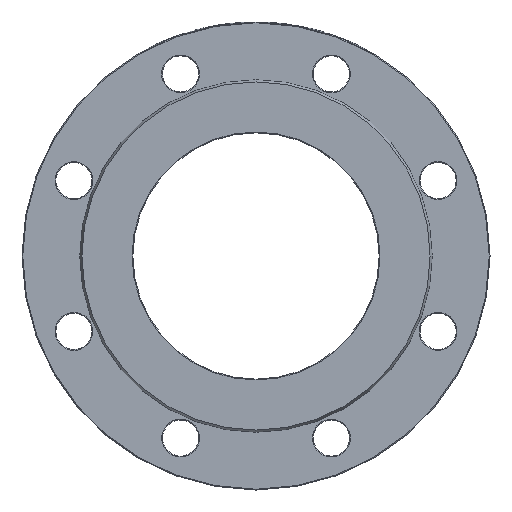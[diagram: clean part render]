
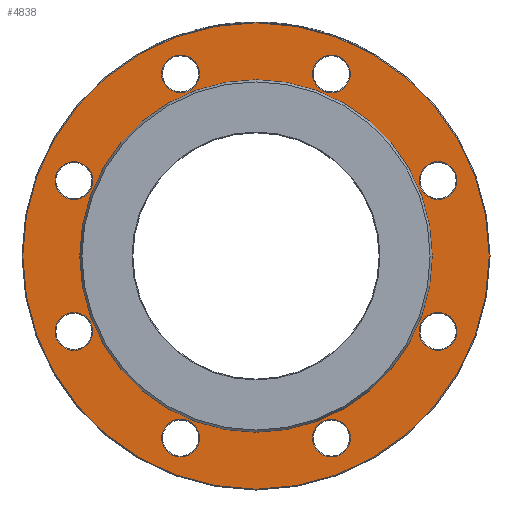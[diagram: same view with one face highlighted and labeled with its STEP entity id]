
A CAD part, left-side view. The second image highlights one B-rep face of the part: STEP entity #4838.
In plain terms, the highlighted planar face has unit normal (-1, 0, 0).
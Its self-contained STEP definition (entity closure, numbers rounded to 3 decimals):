
#47 = EDGE_LOOP ( 'NONE', ( #7333 ) ) ;
#73 = DIRECTION ( 'NONE',  ( 0., 0., -1. ) ) ;
#175 = CARTESIAN_POINT ( 'NONE',  ( 3., 45.922, 110.866 ) ) ;
#280 = CARTESIAN_POINT ( 'NONE',  ( 3., 0., -142. ) ) ;
#283 = DIRECTION ( 'NONE',  ( 0., 0., 1. ) ) ;
#377 = AXIS2_PLACEMENT_3D ( 'NONE', #1317, #6548, #5855 ) ;
#406 = CARTESIAN_POINT ( 'NONE',  ( 3., -37.79, 118.997 ) ) ;
#601 = EDGE_LOOP ( 'NONE', ( #6534 ) ) ;
#710 = DIRECTION ( 'NONE',  ( 0., -1., 0. ) ) ;
#722 = CARTESIAN_POINT ( 'NONE',  ( 3., -45.922, 110.866 ) ) ;
#756 = AXIS2_PLACEMENT_3D ( 'NONE', #6507, #2598, #6418 ) ;
#802 = CARTESIAN_POINT ( 'NONE',  ( 3., 57.422, 110.866 ) ) ;
#947 = EDGE_CURVE ( 'NONE', #5426, #5426, #2936, .T. ) ;
#1132 = VERTEX_POINT ( 'NONE', #406 ) ;
#1303 = CARTESIAN_POINT ( 'NONE',  ( 3., -45.922, -110.866 ) ) ;
#1305 = AXIS2_PLACEMENT_3D ( 'NONE', #6965, #3776, #3734 ) ;
#1317 = CARTESIAN_POINT ( 'NONE',  ( 3., 45.922, -110.866 ) ) ;
#1318 = EDGE_CURVE ( 'NONE', #1611, #1611, #7416, .T. ) ;
#1447 = CIRCLE ( 'NONE', #7283, 142. ) ;
#1450 = CARTESIAN_POINT ( 'NONE',  ( 3., -57.422, -110.866 ) ) ;
#1506 = EDGE_CURVE ( 'NONE', #2088, #2088, #6861, .T. ) ;
#1535 = EDGE_CURVE ( 'NONE', #3438, #3438, #6465, .T. ) ;
#1611 = VERTEX_POINT ( 'NONE', #1450 ) ;
#1708 = AXIS2_PLACEMENT_3D ( 'NONE', #1303, #3261, #710 ) ;
#1844 = EDGE_CURVE ( 'NONE', #7990, #7990, #3746, .T. ) ;
#2001 = PLANE ( 'NONE',  #7234 ) ;
#2006 = DIRECTION ( 'NONE',  ( 0., 0.707, 0.707 ) ) ;
#2088 = VERTEX_POINT ( 'NONE', #7392 ) ;
#2089 = FACE_BOUND ( 'NONE', #2106, .T. ) ;
#2106 = EDGE_LOOP ( 'NONE', ( #5283 ) ) ;
#2132 = FACE_BOUND ( 'NONE', #601, .T. ) ;
#2424 = DIRECTION ( 'NONE',  ( -1., 0., 0. ) ) ;
#2598 = DIRECTION ( 'NONE',  ( 1., 0., 0. ) ) ;
#2723 = CARTESIAN_POINT ( 'NONE',  ( 3., 118.997, 37.79 ) ) ;
#2724 = DIRECTION ( 'NONE',  ( 1., 0., 0. ) ) ;
#2765 = CARTESIAN_POINT ( 'NONE',  ( 3., 0., 107.336 ) ) ;
#2779 = DIRECTION ( 'NONE',  ( 1., 0., 0. ) ) ;
#2859 = DIRECTION ( 'NONE',  ( 0., 1., 0. ) ) ;
#2870 = EDGE_LOOP ( 'NONE', ( #6800 ) ) ;
#2930 = CARTESIAN_POINT ( 'NONE',  ( 3., -110.866, 45.922 ) ) ;
#2936 = CIRCLE ( 'NONE', #756, 11.5 ) ;
#3140 = EDGE_CURVE ( 'NONE', #7948, #7948, #1447, .T. ) ;
#3199 = ORIENTED_EDGE ( 'NONE', *, *, #1844, .T. ) ;
#3261 = DIRECTION ( 'NONE',  ( 1., 0., 0. ) ) ;
#3271 = FACE_BOUND ( 'NONE', #4645, .T. ) ;
#3319 = FACE_BOUND ( 'NONE', #2870, .T. ) ;
#3325 = DIRECTION ( 'NONE',  ( 1., 0., 0. ) ) ;
#3428 = AXIS2_PLACEMENT_3D ( 'NONE', #722, #3325, #2006 ) ;
#3438 = VERTEX_POINT ( 'NONE', #2765 ) ;
#3734 = DIRECTION ( 'NONE',  ( 0., 0., -1. ) ) ;
#3746 = CIRCLE ( 'NONE', #4564, 11.5 ) ;
#3757 = EDGE_CURVE ( 'NONE', #8069, #8069, #4452, .T. ) ;
#3776 = DIRECTION ( 'NONE',  ( 1., 0., 0. ) ) ;
#3852 = CIRCLE ( 'NONE', #5058, 11.5 ) ;
#3894 = DIRECTION ( 'NONE',  ( 0., -0.707, 0.707 ) ) ;
#3994 = CARTESIAN_POINT ( 'NONE',  ( 3., 107.336, 0. ) ) ;
#4117 = DIRECTION ( 'NONE',  ( -1., 0., 0. ) ) ;
#4236 = CARTESIAN_POINT ( 'NONE',  ( 3., -110.866, 57.422 ) ) ;
#4371 = CIRCLE ( 'NONE', #3428, 11.5 ) ;
#4403 = VERTEX_POINT ( 'NONE', #4236 ) ;
#4434 = EDGE_LOOP ( 'NONE', ( #3199 ) ) ;
#4452 = CIRCLE ( 'NONE', #377, 11.5 ) ;
#4501 = EDGE_CURVE ( 'NONE', #1132, #1132, #4371, .T. ) ;
#4542 = FACE_BOUND ( 'NONE', #47, .T. ) ;
#4564 = AXIS2_PLACEMENT_3D ( 'NONE', #175, #2779, #2859 ) ;
#4645 = EDGE_LOOP ( 'NONE', ( #8048 ) ) ;
#4838 = ADVANCED_FACE ( 'NONE', ( #3319, #7184, #5348, #2089, #5264, #2132, #3271, #6459, #7823, #4542 ), #2001, .F. ) ;
#4963 = AXIS2_PLACEMENT_3D ( 'NONE', #8243, #2424, #7649 ) ;
#4968 = ORIENTED_EDGE ( 'NONE', *, *, #1506, .T. ) ;
#5058 = AXIS2_PLACEMENT_3D ( 'NONE', #6652, #5331, #3894 ) ;
#5264 = FACE_BOUND ( 'NONE', #6650, .T. ) ;
#5283 = ORIENTED_EDGE ( 'NONE', *, *, #5959, .T. ) ;
#5331 = DIRECTION ( 'NONE',  ( 1., 0., 0. ) ) ;
#5348 = FACE_BOUND ( 'NONE', #8166, .T. ) ;
#5356 = ORIENTED_EDGE ( 'NONE', *, *, #3140, .T. ) ;
#5406 = EDGE_LOOP ( 'NONE', ( #4968 ) ) ;
#5426 = VERTEX_POINT ( 'NONE', #2723 ) ;
#5452 = CIRCLE ( 'NONE', #8312, 11.5 ) ;
#5518 = EDGE_LOOP ( 'NONE', ( #5356 ) ) ;
#5855 = DIRECTION ( 'NONE',  ( 0., -0.707, -0.707 ) ) ;
#5959 = EDGE_CURVE ( 'NONE', #4403, #4403, #5452, .T. ) ;
#6075 = DIRECTION ( 'NONE',  ( 1., 0., 0. ) ) ;
#6418 = DIRECTION ( 'NONE',  ( 0., 0.707, -0.707 ) ) ;
#6459 = FACE_BOUND ( 'NONE', #5406, .T. ) ;
#6465 = CIRCLE ( 'NONE', #4963, 107.336 ) ;
#6507 = CARTESIAN_POINT ( 'NONE',  ( 3., 110.866, 45.922 ) ) ;
#6534 = ORIENTED_EDGE ( 'NONE', *, *, #1318, .T. ) ;
#6548 = DIRECTION ( 'NONE',  ( 1., 0., 0. ) ) ;
#6650 = EDGE_LOOP ( 'NONE', ( #6857 ) ) ;
#6652 = CARTESIAN_POINT ( 'NONE',  ( 3., -110.866, -45.922 ) ) ;
#6800 = ORIENTED_EDGE ( 'NONE', *, *, #947, .T. ) ;
#6857 = ORIENTED_EDGE ( 'NONE', *, *, #7140, .T. ) ;
#6861 = CIRCLE ( 'NONE', #1305, 11.5 ) ;
#6944 = CARTESIAN_POINT ( 'NONE',  ( 3., 0., 0. ) ) ;
#6965 = CARTESIAN_POINT ( 'NONE',  ( 3., 110.866, -45.922 ) ) ;
#7140 = EDGE_CURVE ( 'NONE', #8189, #8189, #3852, .T. ) ;
#7184 = FACE_BOUND ( 'NONE', #4434, .T. ) ;
#7234 = AXIS2_PLACEMENT_3D ( 'NONE', #3994, #2724, #73 ) ;
#7283 = AXIS2_PLACEMENT_3D ( 'NONE', #6944, #4117, #7992 ) ;
#7333 = ORIENTED_EDGE ( 'NONE', *, *, #1535, .F. ) ;
#7392 = CARTESIAN_POINT ( 'NONE',  ( 3., 110.866, -57.422 ) ) ;
#7416 = CIRCLE ( 'NONE', #1708, 11.5 ) ;
#7432 = CARTESIAN_POINT ( 'NONE',  ( 3., 37.79, -118.997 ) ) ;
#7447 = ORIENTED_EDGE ( 'NONE', *, *, #4501, .T. ) ;
#7643 = CARTESIAN_POINT ( 'NONE',  ( 3., -118.997, -37.79 ) ) ;
#7649 = DIRECTION ( 'NONE',  ( 0., 0., 1. ) ) ;
#7823 = FACE_OUTER_BOUND ( 'NONE', #5518, .T. ) ;
#7948 = VERTEX_POINT ( 'NONE', #280 ) ;
#7990 = VERTEX_POINT ( 'NONE', #802 ) ;
#7992 = DIRECTION ( 'NONE',  ( 0., 0., -1. ) ) ;
#8048 = ORIENTED_EDGE ( 'NONE', *, *, #3757, .T. ) ;
#8069 = VERTEX_POINT ( 'NONE', #7432 ) ;
#8166 = EDGE_LOOP ( 'NONE', ( #7447 ) ) ;
#8189 = VERTEX_POINT ( 'NONE', #7643 ) ;
#8243 = CARTESIAN_POINT ( 'NONE',  ( 3., 0., 0. ) ) ;
#8312 = AXIS2_PLACEMENT_3D ( 'NONE', #2930, #6075, #283 ) ;
